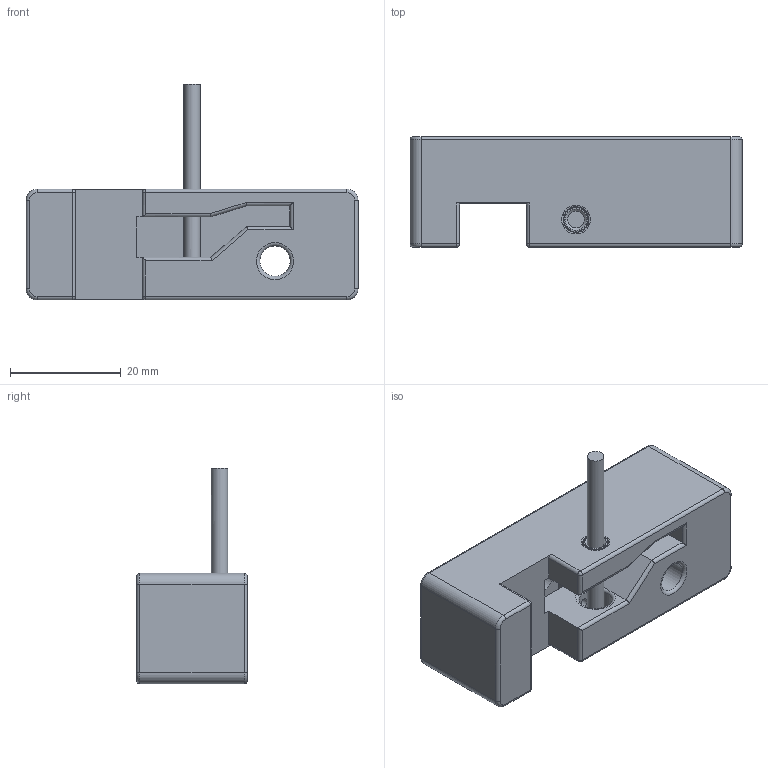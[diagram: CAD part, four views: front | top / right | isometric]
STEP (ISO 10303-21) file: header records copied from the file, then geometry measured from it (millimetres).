
FILE_DESCRIPTION(/* description */ (''),/* implementation_level */ '2;1');
FILE_NAME(/* name */ 'B-Endstop_Block_B_2-B.stp',/* time_stamp */ '2021-01-05T10:35:58-08:00',/* author */ (''),/* organization */ (''),/* preprocessor_version */ 'ST-DEVELOPER v18.1',/* originating_system */ 'Autodesk Translation Framework v9.7.0.1280',/* authorisation */ '');
FILE_SCHEMA (('AUTOMOTIVE_DESIGN { 1 0 10303 214 3 1 1 }'));
Length unit declared in the file: millimetre
Products named in the file (3): Endstop Block MGN12 Mirror; M3HeatsertShort x4.0mm hole94459A130; M3x35 SHCS
Assembly tree (2 placements, depth 2):
  Endstop Block MGN12 Mirror
    M3HeatsertShort x4.0mm hole94459A130
    M3x35 SHCS
Bounding box: 60 x 20 x 39 mm (x, y, z)
Volume: 17603.3 mm3; surface area: 7888.2 mm2
Topology: 3 solids, 4 shells, 323 faces, 876 edges, 566 vertices
Faces by surface type: cone 109, cylinder 99, bspline 53, plane 42, torus 16, sphere 4
Full cylindrical faces by diameter (mm): 1.8 x2, 3 x7, 3.422 x2, 3.9 x1, 4 x1, 4.2 x2, 5.5 x2, 6 x1, 10 x1
Entity records: 20594 total; most frequent: CARTESIAN_POINT 12902, ORIENTED_EDGE 1750, DIRECTION 1512, EDGE_CURVE 875, AXIS2_PLACEMENT_3D 690, VERTEX_POINT 566, CIRCLE 407, EDGE_LOOP 343
